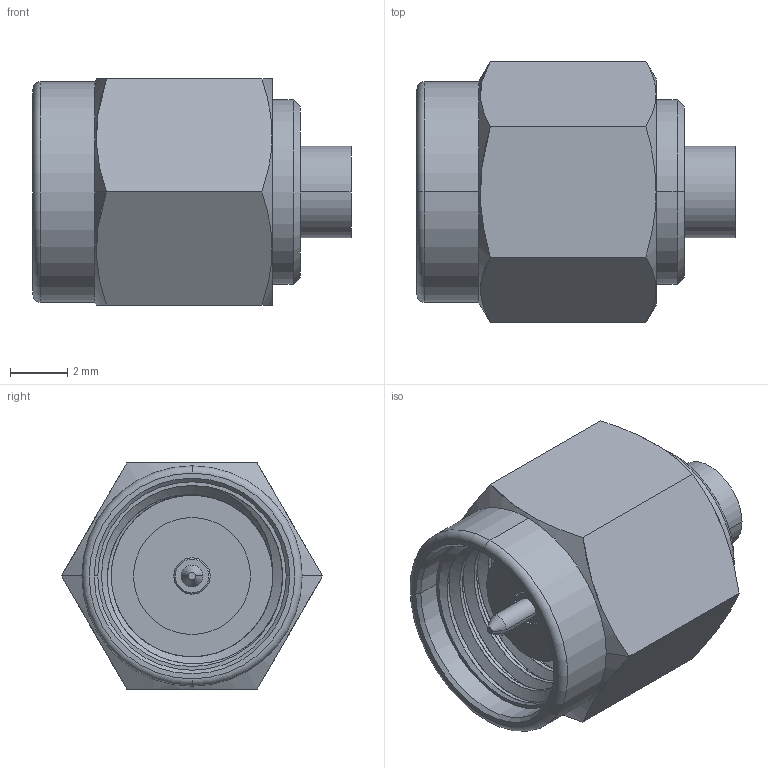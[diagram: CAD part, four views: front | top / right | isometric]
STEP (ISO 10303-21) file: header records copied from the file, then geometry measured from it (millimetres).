
FILE_DESCRIPTION(/* description */ (''),/* implementation_level */ '2;1');
FILE_NAME(/* name */ '901-9867-rfx v1.step',/* time_stamp */ '2022-03-02T03:51:59-06:00',/* author */ (''),/* organization */ (''),/* preprocessor_version */ 'ST-DEVELOPER v18.1',/* originating_system */ 'Autodesk Translation Framework v10.13.0.1454',/* authorisation */ '');
FILE_SCHEMA (('AUTOMOTIVE_DESIGN { 1 0 10303 214 3 1 1 }'));
Length unit declared in the file: inch
Products named in the file (2): 901-9867-rfx; 901-9867-rfx_1
Assembly tree (1 placements, depth 2):
  901-9867-rfx
    901-9867-rfx_1
Bounding box: 11.15 x 9.15 x 7.92 mm (x, y, z)
Surface area: 710 mm2 (no closed solid volume)
Topology: 0 solids, 70 shells, 70 faces, 273 edges, 273 vertices
Faces by surface type: cylinder 28, cone 19, plane 18, bspline 3, torus 2
Entity records: 5836 total; most frequent: CARTESIAN_POINT 3507, DIRECTION 424, VERTEX_POINT 273, EDGE_CURVE 273, ORIENTED_EDGE 273, AXIS2_PLACEMENT_3D 169, CIRCLE 98, B_SPLINE_CURVE_WITH_KNOTS 88
